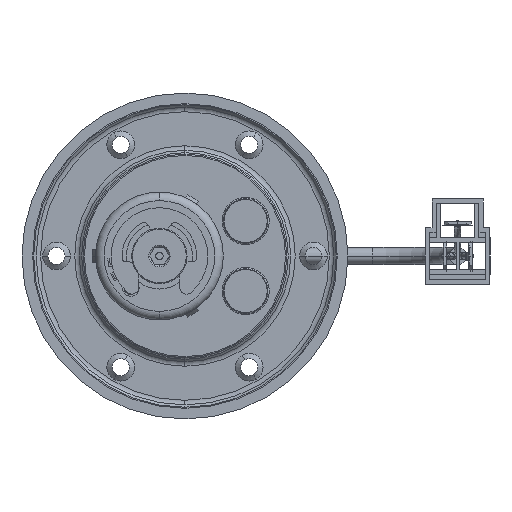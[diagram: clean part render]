
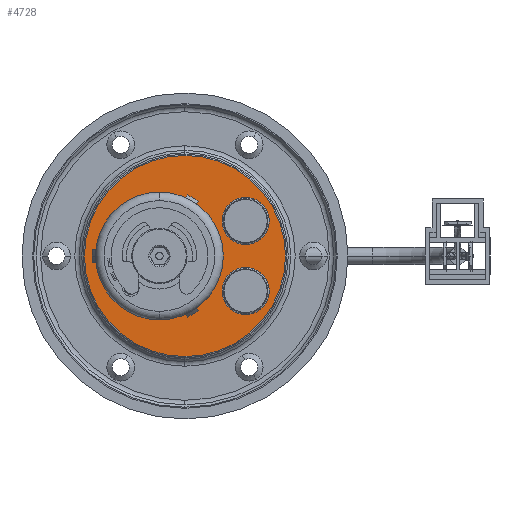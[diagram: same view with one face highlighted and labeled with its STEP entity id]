
A CAD part, front view. The second image highlights one B-rep face of the part: STEP entity #4728.
In plain terms, the highlighted planar face has unit normal (0, -1, 0).
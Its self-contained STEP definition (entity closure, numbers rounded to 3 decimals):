
#311 = VERTEX_POINT ( 'NONE', #10595 ) ;
#360 = ORIENTED_EDGE ( 'NONE', *, *, #6822, .F. ) ;
#610 = EDGE_LOOP ( 'NONE', ( #360, #10223 ) ) ;
#671 = DIRECTION ( 'NONE',  ( 0., -1., 0. ) ) ;
#807 = VERTEX_POINT ( 'NONE', #3318 ) ;
#1046 = DIRECTION ( 'NONE',  ( 0., 0., -1. ) ) ;
#1099 = ORIENTED_EDGE ( 'NONE', *, *, #6206, .T. ) ;
#1182 = CIRCLE ( 'NONE', #10736, 23.6 ) ;
#1224 = EDGE_CURVE ( 'NONE', #17185, #7033, #15070, .T. ) ;
#1308 = AXIS2_PLACEMENT_3D ( 'NONE', #2905, #7794, #16860 ) ;
#1506 = EDGE_LOOP ( 'NONE', ( #1099, #15156 ) ) ;
#1802 = VERTEX_POINT ( 'NONE', #4632 ) ;
#1984 = DIRECTION ( 'NONE',  ( 0., 1., 0. ) ) ;
#2195 = CARTESIAN_POINT ( 'NONE',  ( -6., -13., -14.8 ) ) ;
#2277 = DIRECTION ( 'NONE',  ( 0., 0., -1. ) ) ;
#2749 = AXIS2_PLACEMENT_3D ( 'NONE', #15652, #12768, #18844 ) ;
#2905 = CARTESIAN_POINT ( 'NONE',  ( 14.246, -13., 8.225 ) ) ;
#2979 = AXIS2_PLACEMENT_3D ( 'NONE', #9864, #1984, #2277 ) ;
#3318 = CARTESIAN_POINT ( 'NONE',  ( 14.246, -13., -13.765 ) ) ;
#3438 = EDGE_CURVE ( 'NONE', #12376, #807, #17993, .T. ) ;
#4212 = CARTESIAN_POINT ( 'NONE',  ( 14.246, -13., -8.225 ) ) ;
#4620 = EDGE_LOOP ( 'NONE', ( #17312, #11611 ) ) ;
#4632 = CARTESIAN_POINT ( 'NONE',  ( 0., -13., -23.6 ) ) ;
#4728 = ADVANCED_FACE ( 'NONE', ( #10975, #18252, #17044, #7482 ), #10784, .T. ) ;
#4825 = ORIENTED_EDGE ( 'NONE', *, *, #13481, .T. ) ;
#4846 = DIRECTION ( 'NONE',  ( 0., -1., 0. ) ) ;
#5399 = DIRECTION ( 'NONE',  ( 0., 0., -1. ) ) ;
#5633 = DIRECTION ( 'NONE',  ( 0., -1., 0. ) ) ;
#5878 = DIRECTION ( 'NONE',  ( 0., -1., 0. ) ) ;
#5887 = CIRCLE ( 'NONE', #9079, 14.8 ) ;
#6206 = EDGE_CURVE ( 'NONE', #311, #15719, #19569, .T. ) ;
#6314 = EDGE_CURVE ( 'NONE', #807, #12376, #15713, .T. ) ;
#6461 = AXIS2_PLACEMENT_3D ( 'NONE', #19316, #5633, #13530 ) ;
#6822 = EDGE_CURVE ( 'NONE', #7033, #17185, #5887, .T. ) ;
#7033 = VERTEX_POINT ( 'NONE', #9964 ) ;
#7122 = AXIS2_PLACEMENT_3D ( 'NONE', #7252, #10352, #17717 ) ;
#7252 = CARTESIAN_POINT ( 'NONE',  ( 14.246, -13., -8.225 ) ) ;
#7372 = DIRECTION ( 'NONE',  ( 0., 0., -1. ) ) ;
#7482 = FACE_BOUND ( 'NONE', #610, .T. ) ;
#7794 = DIRECTION ( 'NONE',  ( 0., 1., 0. ) ) ;
#8531 = CIRCLE ( 'NONE', #9176, 23.6 ) ;
#9079 = AXIS2_PLACEMENT_3D ( 'NONE', #17739, #5878, #7372 ) ;
#9176 = AXIS2_PLACEMENT_3D ( 'NONE', #13346, #4846, #10734 ) ;
#9730 = CARTESIAN_POINT ( 'NONE',  ( 0., -13., 23.6 ) ) ;
#9864 = CARTESIAN_POINT ( 'NONE',  ( 14.246, -13., 8.225 ) ) ;
#9885 = EDGE_LOOP ( 'NONE', ( #15925, #4825 ) ) ;
#9964 = CARTESIAN_POINT ( 'NONE',  ( -6., -13., 14.8 ) ) ;
#10223 = ORIENTED_EDGE ( 'NONE', *, *, #1224, .F. ) ;
#10352 = DIRECTION ( 'NONE',  ( 0., 1., 0. ) ) ;
#10595 = CARTESIAN_POINT ( 'NONE',  ( 14.246, -13., 2.685 ) ) ;
#10734 = DIRECTION ( 'NONE',  ( 0., 0., -1. ) ) ;
#10736 = AXIS2_PLACEMENT_3D ( 'NONE', #14339, #671, #5399 ) ;
#10784 = PLANE ( 'NONE',  #2749 ) ;
#10970 = EDGE_CURVE ( 'NONE', #15719, #311, #15636, .T. ) ;
#10975 = FACE_OUTER_BOUND ( 'NONE', #9885, .T. ) ;
#11611 = ORIENTED_EDGE ( 'NONE', *, *, #3438, .T. ) ;
#11963 = AXIS2_PLACEMENT_3D ( 'NONE', #4212, #13314, #1046 ) ;
#12376 = VERTEX_POINT ( 'NONE', #17005 ) ;
#12768 = DIRECTION ( 'NONE',  ( 0., -1., 0. ) ) ;
#13159 = EDGE_CURVE ( 'NONE', #1802, #18624, #1182, .T. ) ;
#13314 = DIRECTION ( 'NONE',  ( 0., 1., 0. ) ) ;
#13346 = CARTESIAN_POINT ( 'NONE',  ( 0., -13., 0. ) ) ;
#13481 = EDGE_CURVE ( 'NONE', #18624, #1802, #8531, .T. ) ;
#13530 = DIRECTION ( 'NONE',  ( 0., 0., -1. ) ) ;
#14339 = CARTESIAN_POINT ( 'NONE',  ( 0., -13., 0. ) ) ;
#14809 = CARTESIAN_POINT ( 'NONE',  ( 14.246, -13., 13.765 ) ) ;
#15070 = CIRCLE ( 'NONE', #6461, 14.8 ) ;
#15156 = ORIENTED_EDGE ( 'NONE', *, *, #10970, .T. ) ;
#15636 = CIRCLE ( 'NONE', #1308, 5.54 ) ;
#15652 = CARTESIAN_POINT ( 'NONE',  ( -23.9, -13., 0. ) ) ;
#15713 = CIRCLE ( 'NONE', #7122, 5.54 ) ;
#15719 = VERTEX_POINT ( 'NONE', #14809 ) ;
#15925 = ORIENTED_EDGE ( 'NONE', *, *, #13159, .T. ) ;
#16860 = DIRECTION ( 'NONE',  ( 0., 0., -1. ) ) ;
#17005 = CARTESIAN_POINT ( 'NONE',  ( 14.246, -13., -2.685 ) ) ;
#17044 = FACE_BOUND ( 'NONE', #1506, .T. ) ;
#17185 = VERTEX_POINT ( 'NONE', #2195 ) ;
#17312 = ORIENTED_EDGE ( 'NONE', *, *, #6314, .T. ) ;
#17717 = DIRECTION ( 'NONE',  ( 0., 0., -1. ) ) ;
#17739 = CARTESIAN_POINT ( 'NONE',  ( -6., -13., 0. ) ) ;
#17993 = CIRCLE ( 'NONE', #11963, 5.54 ) ;
#18252 = FACE_BOUND ( 'NONE', #4620, .T. ) ;
#18624 = VERTEX_POINT ( 'NONE', #9730 ) ;
#18844 = DIRECTION ( 'NONE',  ( 0., 0., -1. ) ) ;
#19316 = CARTESIAN_POINT ( 'NONE',  ( -6., -13., 0. ) ) ;
#19569 = CIRCLE ( 'NONE', #2979, 5.54 ) ;
